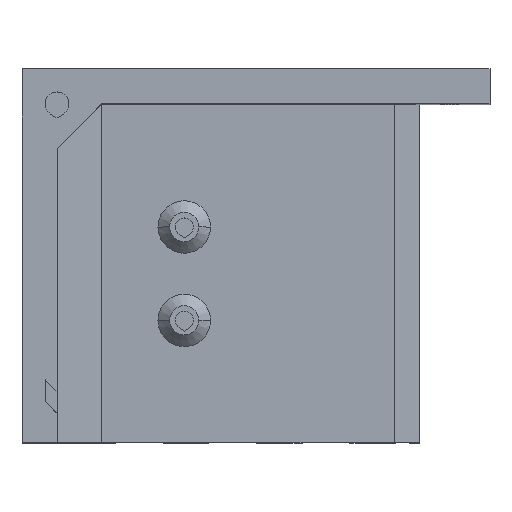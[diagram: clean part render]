
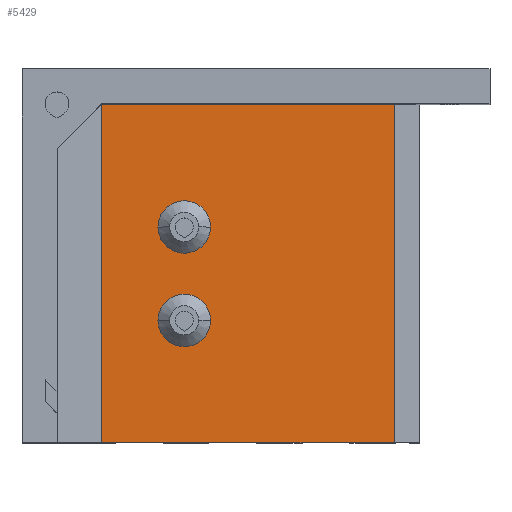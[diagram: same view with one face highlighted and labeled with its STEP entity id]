
A CAD part, top view. The second image highlights one B-rep face of the part: STEP entity #5429.
In plain terms, the highlighted planar face has unit normal (0, 0, 1).
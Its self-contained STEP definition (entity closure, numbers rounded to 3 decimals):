
#79 = CARTESIAN_POINT ( 'NONE',  ( 23.3, 21., -50.2 ) ) ;
#91 = DIRECTION ( 'NONE',  ( -1., 0., 0. ) ) ;
#175 = ORIENTED_EDGE ( 'NONE', *, *, #816, .T. ) ;
#272 = AXIS2_PLACEMENT_3D ( 'NONE', #4125, #1784, #6239 ) ;
#282 = VECTOR ( 'NONE', #3347, 1000. ) ;
#514 = FACE_OUTER_BOUND ( 'NONE', #5445, .T. ) ;
#571 = VERTEX_POINT ( 'NONE', #1834 ) ;
#816 = EDGE_CURVE ( 'NONE', #2299, #5155, #2822, .T. ) ;
#870 = EDGE_CURVE ( 'NONE', #5155, #2299, #5471, .T. ) ;
#959 = DIRECTION ( 'NONE',  ( 0., 0., -1. ) ) ;
#1070 = PLANE ( 'NONE',  #5963 ) ;
#1096 = ORIENTED_EDGE ( 'NONE', *, *, #1241, .T. ) ;
#1241 = EDGE_CURVE ( 'NONE', #6621, #3661, #4422, .T. ) ;
#1539 = CARTESIAN_POINT ( 'NONE',  ( 27.8, 37., -50.2 ) ) ;
#1663 = CARTESIAN_POINT ( 'NONE',  ( 23.3, 37., -50.2 ) ) ;
#1667 = EDGE_CURVE ( 'NONE', #2917, #6621, #4303, .T. ) ;
#1760 = EDGE_CURVE ( 'NONE', #571, #5093, #6482, .T. ) ;
#1784 = DIRECTION ( 'NONE',  ( 0., 0., -1. ) ) ;
#1834 = CARTESIAN_POINT ( 'NONE',  ( 32.3, 37., -50.2 ) ) ;
#1916 = DIRECTION ( 'NONE',  ( 1., 0., 0. ) ) ;
#2019 = EDGE_CURVE ( 'NONE', #3661, #3559, #5003, .T. ) ;
#2280 = CARTESIAN_POINT ( 'NONE',  ( 13.6, 0., -50.2 ) ) ;
#2299 = VERTEX_POINT ( 'NONE', #79 ) ;
#2365 = EDGE_LOOP ( 'NONE', ( #175, #4076 ) ) ;
#2392 = EDGE_LOOP ( 'NONE', ( #2752, #6123 ) ) ;
#2474 = EDGE_CURVE ( 'NONE', #2917, #3559, #2883, .T. ) ;
#2591 = CARTESIAN_POINT ( 'NONE',  ( 13.6, 0., -50.2 ) ) ;
#2729 = CARTESIAN_POINT ( 'NONE',  ( 68.2, 58., -50.2 ) ) ;
#2752 = ORIENTED_EDGE ( 'NONE', *, *, #4630, .T. ) ;
#2764 = CARTESIAN_POINT ( 'NONE',  ( 68.2, 58., -50.2 ) ) ;
#2822 = CIRCLE ( 'NONE', #272, 4.5 ) ;
#2883 = LINE ( 'NONE', #4954, #4580 ) ;
#2913 = CARTESIAN_POINT ( 'NONE',  ( 27.8, 37., -50.2 ) ) ;
#2917 = VERTEX_POINT ( 'NONE', #3365 ) ;
#3104 = DIRECTION ( 'NONE',  ( 1., 0., 0. ) ) ;
#3126 = AXIS2_PLACEMENT_3D ( 'NONE', #1539, #959, #3650 ) ;
#3298 = DIRECTION ( 'NONE',  ( 0., 1., 0. ) ) ;
#3347 = DIRECTION ( 'NONE',  ( 0., -1., 0. ) ) ;
#3365 = CARTESIAN_POINT ( 'NONE',  ( 63.8, 0., -50.2 ) ) ;
#3559 = VERTEX_POINT ( 'NONE', #2591 ) ;
#3650 = DIRECTION ( 'NONE',  ( 1., 0., 0. ) ) ;
#3661 = VERTEX_POINT ( 'NONE', #3954 ) ;
#3707 = VECTOR ( 'NONE', #91, 1000. ) ;
#3954 = CARTESIAN_POINT ( 'NONE',  ( 13.6, 58., -50.2 ) ) ;
#3994 = ORIENTED_EDGE ( 'NONE', *, *, #2019, .T. ) ;
#4076 = ORIENTED_EDGE ( 'NONE', *, *, #870, .T. ) ;
#4125 = CARTESIAN_POINT ( 'NONE',  ( 27.8, 21., -50.2 ) ) ;
#4214 = DIRECTION ( 'NONE',  ( 0., 0., 1. ) ) ;
#4303 = LINE ( 'NONE', #6428, #4372 ) ;
#4328 = CARTESIAN_POINT ( 'NONE',  ( 63.8, 58., -50.2 ) ) ;
#4372 = VECTOR ( 'NONE', #3298, 1000. ) ;
#4422 = LINE ( 'NONE', #2764, #3707 ) ;
#4580 = VECTOR ( 'NONE', #4992, 1000. ) ;
#4630 = EDGE_CURVE ( 'NONE', #5093, #571, #6110, .T. ) ;
#4954 = CARTESIAN_POINT ( 'NONE',  ( 68.2, 0., -50.2 ) ) ;
#4992 = DIRECTION ( 'NONE',  ( -1., 0., 0. ) ) ;
#5003 = LINE ( 'NONE', #2280, #282 ) ;
#5019 = DIRECTION ( 'NONE',  ( 0., 0., -1. ) ) ;
#5093 = VERTEX_POINT ( 'NONE', #1663 ) ;
#5155 = VERTEX_POINT ( 'NONE', #5432 ) ;
#5253 = FACE_BOUND ( 'NONE', #2392, .T. ) ;
#5364 = AXIS2_PLACEMENT_3D ( 'NONE', #6734, #5019, #1916 ) ;
#5429 = ADVANCED_FACE ( 'NONE', ( #6435, #5253, #514 ), #1070, .T. ) ;
#5432 = CARTESIAN_POINT ( 'NONE',  ( 32.3, 21., -50.2 ) ) ;
#5445 = EDGE_LOOP ( 'NONE', ( #6386, #6635, #1096, #3994 ) ) ;
#5471 = CIRCLE ( 'NONE', #5364, 4.5 ) ;
#5921 = DIRECTION ( 'NONE',  ( 1., 0., 0. ) ) ;
#5963 = AXIS2_PLACEMENT_3D ( 'NONE', #2729, #4214, #3104 ) ;
#6110 = CIRCLE ( 'NONE', #3126, 4.5 ) ;
#6123 = ORIENTED_EDGE ( 'NONE', *, *, #1760, .T. ) ;
#6239 = DIRECTION ( 'NONE',  ( 1., 0., 0. ) ) ;
#6386 = ORIENTED_EDGE ( 'NONE', *, *, #2474, .F. ) ;
#6428 = CARTESIAN_POINT ( 'NONE',  ( 63.8, 58., -50.2 ) ) ;
#6435 = FACE_BOUND ( 'NONE', #2365, .T. ) ;
#6482 = CIRCLE ( 'NONE', #6822, 4.5 ) ;
#6593 = DIRECTION ( 'NONE',  ( 0., 0., -1. ) ) ;
#6621 = VERTEX_POINT ( 'NONE', #4328 ) ;
#6635 = ORIENTED_EDGE ( 'NONE', *, *, #1667, .T. ) ;
#6734 = CARTESIAN_POINT ( 'NONE',  ( 27.8, 21., -50.2 ) ) ;
#6822 = AXIS2_PLACEMENT_3D ( 'NONE', #2913, #6593, #5921 ) ;
